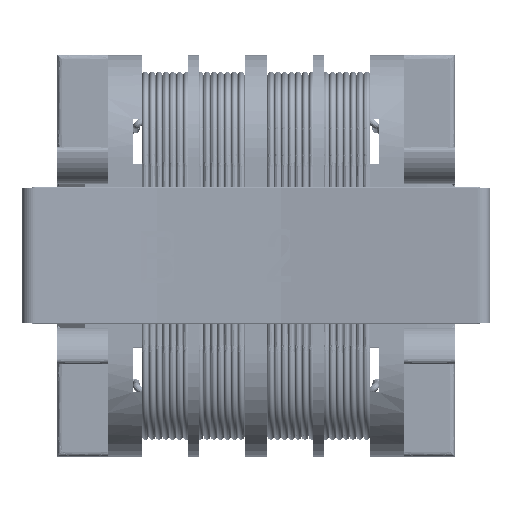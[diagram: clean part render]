
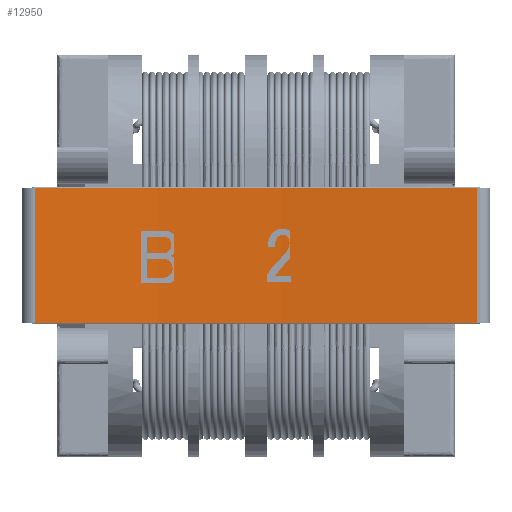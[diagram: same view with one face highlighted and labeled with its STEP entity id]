
A CAD part, top view. The second image highlights one B-rep face of the part: STEP entity #12950.
In plain terms, the highlighted free-form (B-spline) face has degree [2, 1] with [3, 2] control points.
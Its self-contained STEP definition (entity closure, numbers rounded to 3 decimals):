
#12713=CARTESIAN_POINT('',(9.693,2.95,5.75));
#12714=VERTEX_POINT('',#12713);
#12721=CARTESIAN_POINT('',(-9.693,2.95,5.75));
#12722=VERTEX_POINT('',#12721);
#12723=CARTESIAN_POINT('',(9.693,2.95,5.75));
#12724=CARTESIAN_POINT('',(0.,2.95,4.637));
#12725=CARTESIAN_POINT('',(-9.693,2.95,5.75));
#12726=(BOUNDED_CURVE()B_SPLINE_CURVE(2,(#12723,#12724,#12725),.CIRCULAR_ARC.,.F.,.U.)B_SPLINE_CURVE_WITH_KNOTS((3,3),(0.,1.),.UNSPECIFIED.)CURVE()GEOMETRIC_REPRESENTATION_ITEM()RATIONAL_B_SPLINE_CURVE((1.,0.993,1.))REPRESENTATION_ITEM(''));
#12727=EDGE_CURVE('',#12714,#12722,#12726,.T.);
#12811=CARTESIAN_POINT('',(9.693,-2.95,5.75));
#12812=VERTEX_POINT('',#12811);
#12819=CARTESIAN_POINT('',(-9.693,-2.95,5.75));
#12820=VERTEX_POINT('',#12819);
#12821=CARTESIAN_POINT('',(9.693,-2.95,5.75));
#12822=CARTESIAN_POINT('',(0.,-2.95,4.637));
#12823=CARTESIAN_POINT('',(-9.693,-2.95,5.75));
#12824=(BOUNDED_CURVE()B_SPLINE_CURVE(2,(#12821,#12822,#12823),.CIRCULAR_ARC.,.F.,.U.)B_SPLINE_CURVE_WITH_KNOTS((3,3),(0.,1.),.UNSPECIFIED.)CURVE()GEOMETRIC_REPRESENTATION_ITEM()RATIONAL_B_SPLINE_CURVE((1.,0.993,1.))REPRESENTATION_ITEM(''));
#12825=EDGE_CURVE('',#12812,#12820,#12824,.T.);
#12923=CARTESIAN_POINT('',(9.693,2.95,5.75));
#12924=CARTESIAN_POINT('',(9.693,-2.95,5.75));
#12925=B_SPLINE_CURVE_WITH_KNOTS('',1,(#12923,#12924),.POLYLINE_FORM.,.F.,.U.,(2,2),(0.,1.),.UNSPECIFIED.);
#12926=EDGE_CURVE('',#12714,#12812,#12925,.T.);
#12933=CARTESIAN_POINT('',(9.693,2.95,5.75));
#12934=CARTESIAN_POINT('',(9.693,-2.95,5.75));
#12935=CARTESIAN_POINT('',(0.,2.95,4.637));
#12936=CARTESIAN_POINT('',(0.,-2.95,4.637));
#12937=CARTESIAN_POINT('',(-9.693,2.95,5.75));
#12938=CARTESIAN_POINT('',(-9.693,-2.95,5.75));
#12939=(BOUNDED_SURFACE()B_SPLINE_SURFACE(2,1,((#12933,#12934),(#12935,#12936),(#12937,#12938)),.CYLINDRICAL_SURF.,.F.,.F.,.U.)B_SPLINE_SURFACE_WITH_KNOTS((3,3),(2,2),(0.,1.),(0.,1.),.UNSPECIFIED.)GEOMETRIC_REPRESENTATION_ITEM()RATIONAL_B_SPLINE_SURFACE(((1.,1.),(0.993,0.993),(1.,1.)))REPRESENTATION_ITEM('')SURFACE());
#12940=ORIENTED_EDGE('',*,*,#12727,.T.);
#12941=CARTESIAN_POINT('',(-9.693,2.95,5.75));
#12942=CARTESIAN_POINT('',(-9.693,-2.95,5.75));
#12943=B_SPLINE_CURVE_WITH_KNOTS('',1,(#12941,#12942),.POLYLINE_FORM.,.F.,.U.,(2,2),(0.,1.),.UNSPECIFIED.);
#12944=EDGE_CURVE('',#12722,#12820,#12943,.T.);
#12945=ORIENTED_EDGE('',*,*,#12944,.T.);
#12946=ORIENTED_EDGE('',*,*,#12825,.F.);
#12947=ORIENTED_EDGE('',*,*,#12926,.F.);
#12948=EDGE_LOOP('',(#12940,#12945,#12946,#12947));
#12949=FACE_OUTER_BOUND('',#12948,.T.);
#12950=ADVANCED_FACE('',(#12949),#12939,.T.);
